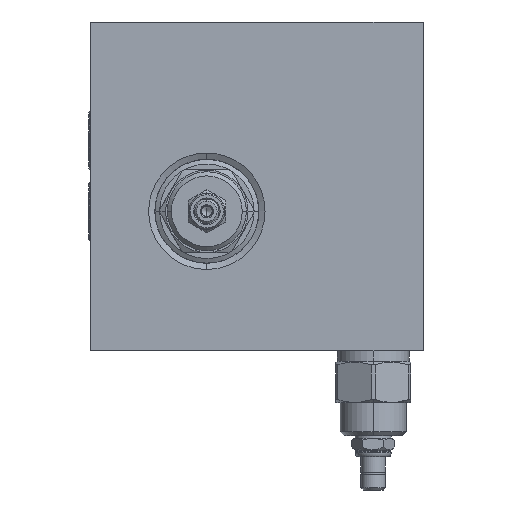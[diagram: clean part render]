
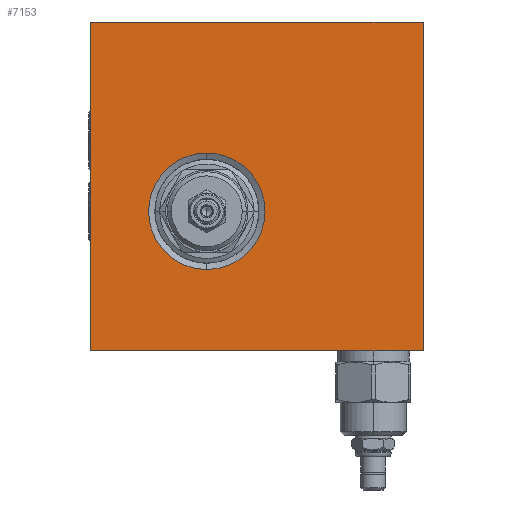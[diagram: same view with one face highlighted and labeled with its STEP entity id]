
A CAD part, left-side view. The second image highlights one B-rep face of the part: STEP entity #7153.
In plain terms, the highlighted planar face has unit normal (-1, 0, 0).
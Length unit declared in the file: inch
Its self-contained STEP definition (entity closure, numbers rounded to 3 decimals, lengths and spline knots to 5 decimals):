
#1=DIRECTION('',(0.,-1.,0.));
#2=VECTOR('',#1,5.);
#3=CARTESIAN_POINT('',(0.,0.,0.));
#4=LINE('',#3,#2);
#271=DIRECTION('',(0.,0.,1.));
#272=VECTOR('',#271,4.938);
#273=CARTESIAN_POINT('',(0.,0.,0.));
#274=LINE('',#273,#272);
#275=CARTESIAN_POINT('',(0.,-1.75,2.094));
#276=DIRECTION('',(1.,0.,0.));
#277=DIRECTION('',(0.,0.,-1.));
#278=AXIS2_PLACEMENT_3D('',#275,#276,#277);
#280=CARTESIAN_POINT('',(0.,-1.75,2.094));
#281=DIRECTION('',(1.,0.,0.));
#282=DIRECTION('',(0.,0.,1.));
#283=AXIS2_PLACEMENT_3D('',#280,#281,#282);
#363=DIRECTION('',(0.,0.,1.));
#364=VECTOR('',#363,4.938);
#365=CARTESIAN_POINT('',(0.,-5.,0.));
#366=LINE('',#365,#364);
#407=DIRECTION('',(0.,-1.,0.));
#408=VECTOR('',#407,5.);
#409=CARTESIAN_POINT('',(0.,0.,4.938));
#410=LINE('',#409,#408);
#6138=CARTESIAN_POINT('',(0.,0.,0.));
#6139=CARTESIAN_POINT('',(0.,-5.,0.));
#6140=VERTEX_POINT('',#6138);
#6141=VERTEX_POINT('',#6139);
#6146=CARTESIAN_POINT('',(0.,0.,4.938));
#6147=CARTESIAN_POINT('',(0.,-5.,4.938));
#6148=VERTEX_POINT('',#6146);
#6149=VERTEX_POINT('',#6147);
#6370=CARTESIAN_POINT('',(0.,-1.75,1.219));
#6371=CARTESIAN_POINT('',(0.,-1.75,2.969));
#6372=VERTEX_POINT('',#6370);
#6373=VERTEX_POINT('',#6371);
#7133=CARTESIAN_POINT('',(0.,0.,0.));
#7134=DIRECTION('',(-1.,0.,0.));
#7135=DIRECTION('',(0.,-1.,0.));
#7136=AXIS2_PLACEMENT_3D('',#7133,#7134,#7135);
#7137=PLANE('',#7136);
#7138=ORIENTED_EDGE('',*,*,#7056,.F.);
#7140=ORIENTED_EDGE('',*,*,#7139,.T.);
#7142=ORIENTED_EDGE('',*,*,#7141,.T.);
#7144=ORIENTED_EDGE('',*,*,#7143,.F.);
#7145=EDGE_LOOP('',(#7138,#7140,#7142,#7144));
#7146=FACE_OUTER_BOUND('',#7145,.F.);
#7148=ORIENTED_EDGE('',*,*,#7147,.F.);
#7150=ORIENTED_EDGE('',*,*,#7149,.F.);
#7151=EDGE_LOOP('',(#7148,#7150));
#7152=FACE_BOUND('',#7151,.F.);
#7153=ADVANCED_FACE('',(#7146,#7152),#7137,.T.);
#279=CIRCLE('',#278,0.875);
#284=CIRCLE('',#283,0.875);
#7056=EDGE_CURVE('',#6140,#6141,#4,.T.);
#7139=EDGE_CURVE('',#6140,#6148,#274,.T.);
#7141=EDGE_CURVE('',#6148,#6149,#410,.T.);
#7143=EDGE_CURVE('',#6141,#6149,#366,.T.);
#7147=EDGE_CURVE('',#6372,#6373,#279,.T.);
#7149=EDGE_CURVE('',#6373,#6372,#284,.T.);
